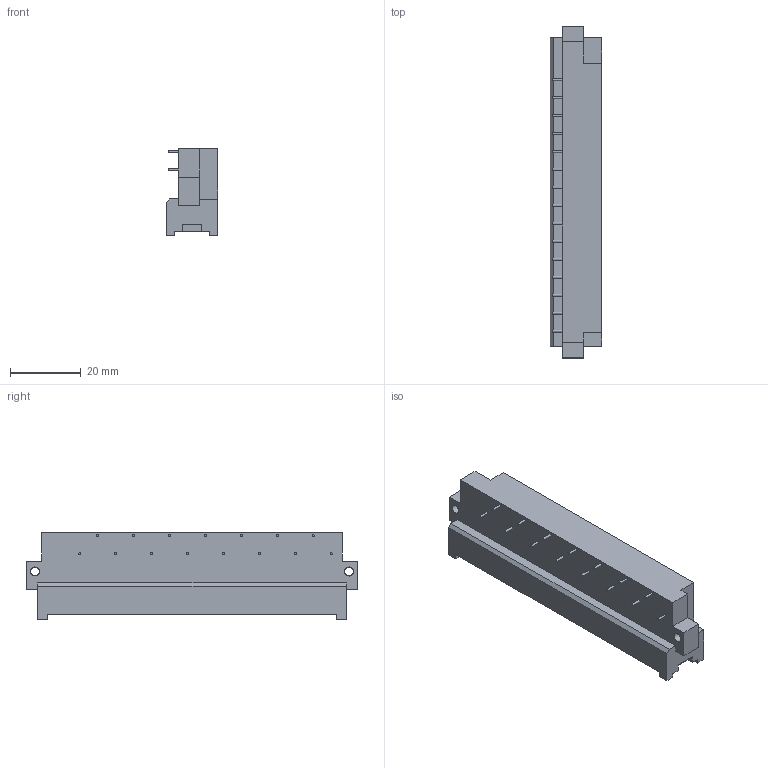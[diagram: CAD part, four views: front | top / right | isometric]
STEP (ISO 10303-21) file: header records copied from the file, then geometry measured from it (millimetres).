
FILE_DESCRIPTION(/* description */ (''),/* implementation_level */ '2;1');
FILE_NAME(/* name */ '100109315ugm000_b.stp',/* time_stamp */ '2022-04-26T17:03:29+02:00',/* author */ (''),/* organization */ (''),/* preprocessor_version */ 'ST-DEVELOPER v16.7',/* originating_system */ 'SIEMENS PLM Software NX 1911',/* authorisation */ '');
FILE_SCHEMA (('AUTOMOTIVE_DESIGN { 1 0 10303 214 3 1 1 1 }'));
Length unit declared in the file: millimetre
Products named in the file (1): 100109315ugm000_b
Bounding box: 14.7 x 93.95 x 24.75 mm (x, y, z)
Volume: 18003.9 mm3; surface area: 10190.3 mm2
Topology: 1 solids, 1 shells, 248 faces, 648 edges, 432 vertices
Faces by surface type: plane 231, cylinder 17
Full cylindrical faces by diameter (mm): 0.6 x15, 2.55 x2
Entity records: 8225 total; most frequent: CARTESIAN_POINT 1312, ORIENTED_EDGE 1262, DIRECTION 1163, EDGE_CURVE 631, LINE 597, VECTOR 597, VERTEX_POINT 432, EDGE_LOOP 299
